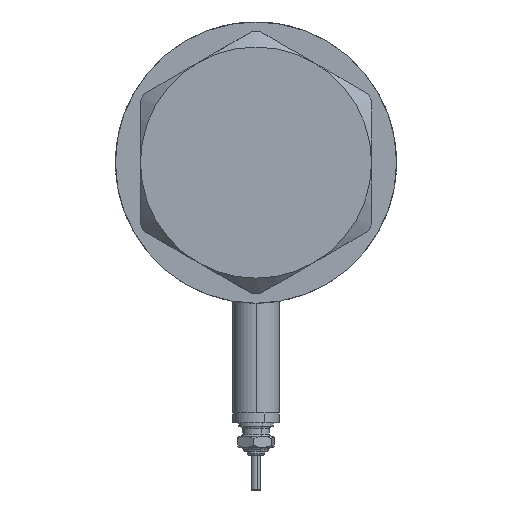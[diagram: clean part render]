
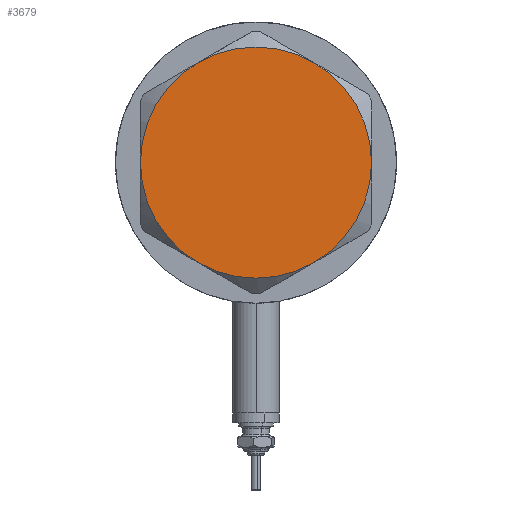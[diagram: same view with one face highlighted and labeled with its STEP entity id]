
A CAD part, left-side view. The second image highlights one B-rep face of the part: STEP entity #3679.
In plain terms, the highlighted face is planar.
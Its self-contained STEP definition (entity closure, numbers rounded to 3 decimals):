
#142 = EDGE_LOOP ( 'NONE', ( #5694, #5381, #5655, #5140, #1283, #3265 ) ) ;
#347 = EDGE_CURVE ( 'NONE', #5086, #4974, #3889, .T. ) ;
#375 = CIRCLE ( 'NONE', #3723, 30. ) ;
#601 = CARTESIAN_POINT ( 'NONE',  ( -15., 25.981, 14.5 ) ) ;
#683 = AXIS2_PLACEMENT_3D ( 'NONE', #5031, #3631, #3247 ) ;
#808 = DIRECTION ( 'NONE',  ( 0., 0., 1. ) ) ;
#826 = CARTESIAN_POINT ( 'NONE',  ( -15., -25.981, 14.5 ) ) ;
#954 = VERTEX_POINT ( 'NONE', #826 ) ;
#1024 = CARTESIAN_POINT ( 'NONE',  ( 15., -25.981, 14.5 ) ) ;
#1283 = ORIENTED_EDGE ( 'NONE', *, *, #1411, .T. ) ;
#1411 = EDGE_CURVE ( 'NONE', #4683, #954, #3793, .T. ) ;
#1664 = EDGE_CURVE ( 'NONE', #2316, #5086, #5425, .T. ) ;
#1724 = CARTESIAN_POINT ( 'NONE',  ( 0., 0., 14.5 ) ) ;
#1780 = PLANE ( 'NONE',  #2010 ) ;
#1856 = CARTESIAN_POINT ( 'NONE',  ( 0., 0., 14.5 ) ) ;
#2010 = AXIS2_PLACEMENT_3D ( 'NONE', #3077, #2675, #2624 ) ;
#2108 = DIRECTION ( 'NONE',  ( 0., 0., 1. ) ) ;
#2238 = CARTESIAN_POINT ( 'NONE',  ( 15., 25.981, 14.5 ) ) ;
#2304 = CIRCLE ( 'NONE', #683, 30. ) ;
#2316 = VERTEX_POINT ( 'NONE', #1024 ) ;
#2466 = VERTEX_POINT ( 'NONE', #601 ) ;
#2624 = DIRECTION ( 'NONE',  ( 1., 0., 0. ) ) ;
#2628 = EDGE_CURVE ( 'NONE', #2466, #4683, #4082, .T. ) ;
#2675 = DIRECTION ( 'NONE',  ( 0., 0., 1. ) ) ;
#2767 = DIRECTION ( 'NONE',  ( 1., 0., 0. ) ) ;
#2846 = CARTESIAN_POINT ( 'NONE',  ( 0., 0., 14.5 ) ) ;
#2975 = DIRECTION ( 'NONE',  ( 1., 0., 0. ) ) ;
#3034 = DIRECTION ( 'NONE',  ( 1., 0., 0. ) ) ;
#3077 = CARTESIAN_POINT ( 'NONE',  ( 0., 0., 14.5 ) ) ;
#3215 = CARTESIAN_POINT ( 'NONE',  ( 0., 0., 14.5 ) ) ;
#3247 = DIRECTION ( 'NONE',  ( 1., 0., 0. ) ) ;
#3265 = ORIENTED_EDGE ( 'NONE', *, *, #5295, .T. ) ;
#3298 = DIRECTION ( 'NONE',  ( 0., 0., 1. ) ) ;
#3436 = AXIS2_PLACEMENT_3D ( 'NONE', #1856, #2108, #5771 ) ;
#3465 = DIRECTION ( 'NONE',  ( 1., 0., 0. ) ) ;
#3631 = DIRECTION ( 'NONE',  ( 0., 0., 1. ) ) ;
#3679 = ADVANCED_FACE ( 'NONE', ( #4018 ), #1780, .T. ) ;
#3723 = AXIS2_PLACEMENT_3D ( 'NONE', #2846, #3298, #2975 ) ;
#3750 = CARTESIAN_POINT ( 'NONE',  ( 30., 0., 14.5 ) ) ;
#3793 = CIRCLE ( 'NONE', #4256, 30. ) ;
#3889 = CIRCLE ( 'NONE', #5335, 30. ) ;
#4018 = FACE_OUTER_BOUND ( 'NONE', #142, .T. ) ;
#4082 = CIRCLE ( 'NONE', #3436, 30. ) ;
#4206 = CARTESIAN_POINT ( 'NONE',  ( -30., 0., 14.5 ) ) ;
#4256 = AXIS2_PLACEMENT_3D ( 'NONE', #3215, #5035, #2767 ) ;
#4683 = VERTEX_POINT ( 'NONE', #4206 ) ;
#4974 = VERTEX_POINT ( 'NONE', #2238 ) ;
#5031 = CARTESIAN_POINT ( 'NONE',  ( 0., 0., 14.5 ) ) ;
#5035 = DIRECTION ( 'NONE',  ( 0., 0., 1. ) ) ;
#5086 = VERTEX_POINT ( 'NONE', #3750 ) ;
#5140 = ORIENTED_EDGE ( 'NONE', *, *, #2628, .T. ) ;
#5295 = EDGE_CURVE ( 'NONE', #954, #2316, #375, .T. ) ;
#5335 = AXIS2_PLACEMENT_3D ( 'NONE', #1724, #5338, #3465 ) ;
#5338 = DIRECTION ( 'NONE',  ( 0., 0., 1. ) ) ;
#5340 = CARTESIAN_POINT ( 'NONE',  ( 0., 0., 14.5 ) ) ;
#5381 = ORIENTED_EDGE ( 'NONE', *, *, #347, .T. ) ;
#5425 = CIRCLE ( 'NONE', #5629, 30. ) ;
#5629 = AXIS2_PLACEMENT_3D ( 'NONE', #5340, #808, #3034 ) ;
#5655 = ORIENTED_EDGE ( 'NONE', *, *, #5669, .T. ) ;
#5669 = EDGE_CURVE ( 'NONE', #4974, #2466, #2304, .T. ) ;
#5694 = ORIENTED_EDGE ( 'NONE', *, *, #1664, .T. ) ;
#5771 = DIRECTION ( 'NONE',  ( 1., 0., 0. ) ) ;
